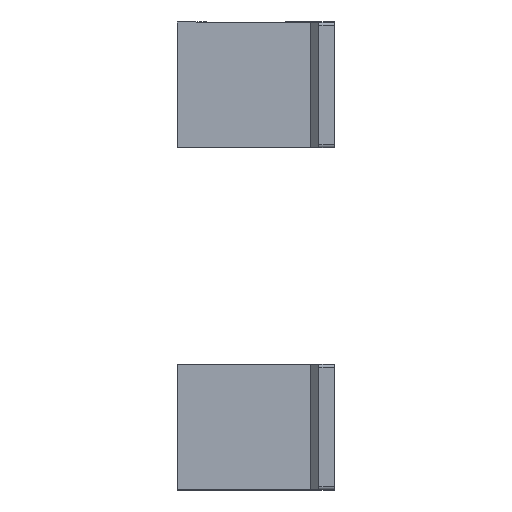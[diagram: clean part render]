
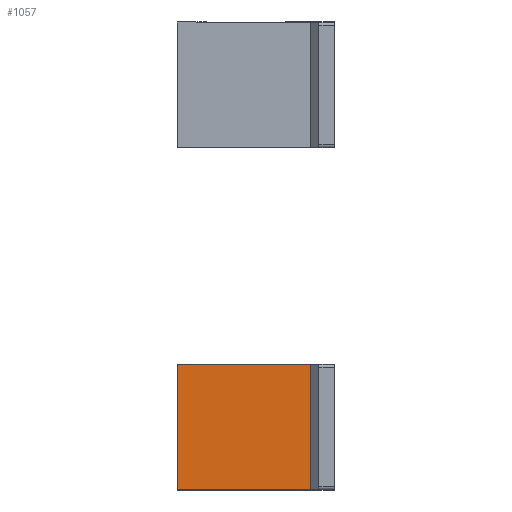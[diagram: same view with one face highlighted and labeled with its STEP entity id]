
A CAD part, front view. The second image highlights one B-rep face of the part: STEP entity #1057.
In plain terms, the highlighted planar face has unit normal (0, -1, 0).
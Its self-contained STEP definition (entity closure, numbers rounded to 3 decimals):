
#107=FACE_OUTER_BOUND('',#167,.T.);
#167=EDGE_LOOP('',(#791,#792,#793,#794));
#286=LINE('',#1638,#394);
#288=LINE('',#1642,#396);
#289=LINE('',#1644,#397);
#290=LINE('',#1645,#398);
#394=VECTOR('',#1314,80.);
#396=VECTOR('',#1318,90.);
#397=VECTOR('',#1319,80.);
#398=VECTOR('',#1320,90.);
#495=VERTEX_POINT('',#1635);
#496=VERTEX_POINT('',#1637);
#497=VERTEX_POINT('',#1641);
#498=VERTEX_POINT('',#1643);
#606=EDGE_CURVE('',#496,#495,#286,.T.);
#608=EDGE_CURVE('',#495,#497,#288,.T.);
#609=EDGE_CURVE('',#498,#497,#289,.T.);
#610=EDGE_CURVE('',#496,#498,#290,.T.);
#791=ORIENTED_EDGE('',*,*,#608,.T.);
#792=ORIENTED_EDGE('',*,*,#609,.F.);
#793=ORIENTED_EDGE('',*,*,#610,.F.);
#794=ORIENTED_EDGE('',*,*,#606,.T.);
#1011=PLANE('',#1133);
#1057=ADVANCED_FACE('',(#107),#1011,.T.);
#1133=AXIS2_PLACEMENT_3D('',#1640,#1316,#1317);
#1314=DIRECTION('',(0.,0.,1.));
#1316=DIRECTION('center_axis',(0.,-1.,0.));
#1317=DIRECTION('ref_axis',(0.,0.,-1.));
#1318=DIRECTION('',(-1.,0.,0.));
#1319=DIRECTION('',(0.,0.,1.));
#1320=DIRECTION('',(-1.,0.,0.));
#1635=CARTESIAN_POINT('',(90.,-130.,80.));
#1637=CARTESIAN_POINT('',(90.,-130.,0.));
#1638=CARTESIAN_POINT('',(90.,-130.,0.));
#1640=CARTESIAN_POINT('Origin',(90.,-130.,0.));
#1641=CARTESIAN_POINT('',(0.,-130.,80.));
#1642=CARTESIAN_POINT('',(67.5,-130.,80.));
#1643=CARTESIAN_POINT('',(0.,-130.,0.));
#1644=CARTESIAN_POINT('',(0.,-130.,0.));
#1645=CARTESIAN_POINT('',(67.5,-130.,0.));
